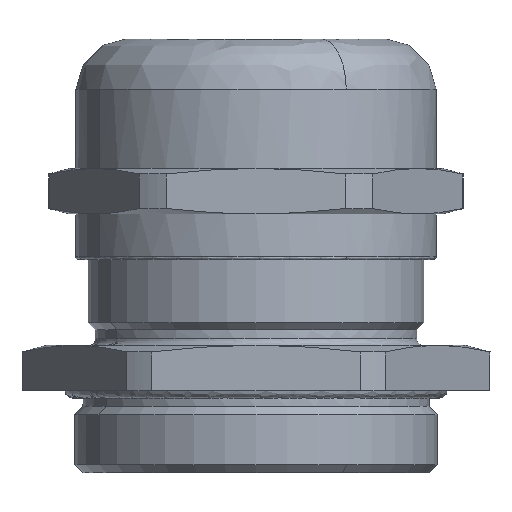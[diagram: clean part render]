
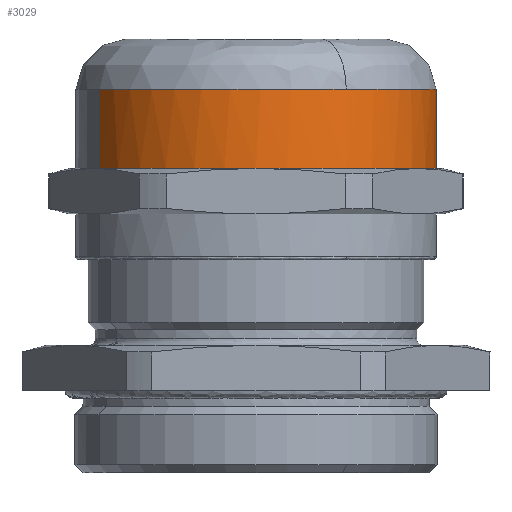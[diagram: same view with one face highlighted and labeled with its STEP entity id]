
A CAD part, left-side view. The second image highlights one B-rep face of the part: STEP entity #3029.
In plain terms, the highlighted cylindrical face has radius 19.8 mm (diameter 39.6 mm), a partial arc.
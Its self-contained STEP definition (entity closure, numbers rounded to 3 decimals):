
#3015=AXIS2_PLACEMENT_3D('Cylinder Axis2P3D',#3012,#3013,#3014) ;
#3019=AXIS2_PLACEMENT_3D('Circle Axis2P3D',#3017,#3018,$) ;
#2788=CARTESIAN_POINT('Vertex',(13.1,42.847,42.125)) ;
#2792=CARTESIAN_POINT('Control Point',(5.853,15.8,42.125)) ;
#2793=CARTESIAN_POINT('Control Point',(0.903,24.374,42.125)) ;
#2794=CARTESIAN_POINT('Control Point',(1.668,36.247,42.125)) ;
#2795=CARTESIAN_POINT('Control Point',(13.1,42.847,42.125)) ;
#2796=CARTESIAN_POINT('Vertex',(5.853,15.8,42.125)) ;
#2836=CARTESIAN_POINT('Vertex',(32.9,8.553,42.125)) ;
#2840=CARTESIAN_POINT('Control Point',(32.9,8.553,42.125)) ;
#2841=CARTESIAN_POINT('Control Point',(21.468,1.953,42.125)) ;
#2842=CARTESIAN_POINT('Control Point',(10.803,7.226,42.125)) ;
#2843=CARTESIAN_POINT('Control Point',(5.853,15.8,42.125)) ;
#2984=CARTESIAN_POINT('Line Origine',(32.9,8.553,37.775)) ;
#2988=CARTESIAN_POINT('Vertex',(32.9,8.553,33.425)) ;
#2995=CARTESIAN_POINT('Vertex',(13.1,42.847,33.425)) ;
#2998=CARTESIAN_POINT('Line Origine',(13.1,42.847,37.775)) ;
#3012=CARTESIAN_POINT('Axis2P3D Location',(23.,25.7,37.775)) ;
#3017=CARTESIAN_POINT('Axis2P3D Location',(23.,25.7,33.425)) ;
#2985=DIRECTION('Vector Direction',(0.,0.,-1.)) ;
#2999=DIRECTION('Vector Direction',(0.,0.,-1.)) ;
#3013=DIRECTION('Axis2P3D Direction',(0.,0.,-1.)) ;
#3014=DIRECTION('Axis2P3D XDirection',(0.5,-0.866,0.)) ;
#3018=DIRECTION('Axis2P3D Direction',(0.,0.,-1.)) ;
#2986=VECTOR('Line Direction',#2985,1.) ;
#3000=VECTOR('Line Direction',#2999,1.) ;
#3023=ORIENTED_EDGE('',*,*,#2990,.F.) ;
#3024=ORIENTED_EDGE('',*,*,#2844,.T.) ;
#3025=ORIENTED_EDGE('',*,*,#2798,.T.) ;
#3026=ORIENTED_EDGE('',*,*,#3002,.T.) ;
#3027=ORIENTED_EDGE('',*,*,#3021,.F.) ;
#3029=ADVANCED_FACE('Solid1',(#3028),#3016,.T.) ;
#3020=CIRCLE('generated circle',#3019,19.8) ;
#3016=CYLINDRICAL_SURFACE('generated cylinder',#3015,19.8) ;
#2798=EDGE_CURVE('',#2797,#2789,#2791,.T.) ;
#2844=EDGE_CURVE('',#2837,#2797,#2839,.T.) ;
#2990=EDGE_CURVE('',#2837,#2989,#2987,.T.) ;
#3002=EDGE_CURVE('',#2789,#2996,#3001,.T.) ;
#3021=EDGE_CURVE('',#2989,#2996,#3020,.T.) ;
#3022=EDGE_LOOP('',(#3023,#3024,#3025,#3026,#3027)) ;
#3028=FACE_OUTER_BOUND('',#3022,.T.) ;
#2987=LINE('Line',#2984,#2986) ;
#3001=LINE('Line',#2998,#3000) ;
#2789=VERTEX_POINT('',#2788) ;
#2797=VERTEX_POINT('',#2796) ;
#2837=VERTEX_POINT('',#2836) ;
#2989=VERTEX_POINT('',#2988) ;
#2996=VERTEX_POINT('',#2995) ;
#2791=(BOUNDED_CURVE()B_SPLINE_CURVE(3,(#2792,#2793,#2794,#2795),.UNSPECIFIED.,.F.,.U.)B_SPLINE_CURVE_WITH_KNOTS((4,4),(0.,53.566),.UNSPECIFIED.)CURVE()GEOMETRIC_REPRESENTATION_ITEM()RATIONAL_B_SPLINE_CURVE((1.,0.667,0.5,0.5))REPRESENTATION_ITEM('')) ;
#2839=(BOUNDED_CURVE()B_SPLINE_CURVE(3,(#2840,#2841,#2842,#2843),.UNSPECIFIED.,.F.,.U.)B_SPLINE_CURVE_WITH_KNOTS((4,4),(53.566,107.133),.UNSPECIFIED.)CURVE()GEOMETRIC_REPRESENTATION_ITEM()RATIONAL_B_SPLINE_CURVE((0.5,0.5,0.667,1.))REPRESENTATION_ITEM('')) ;
